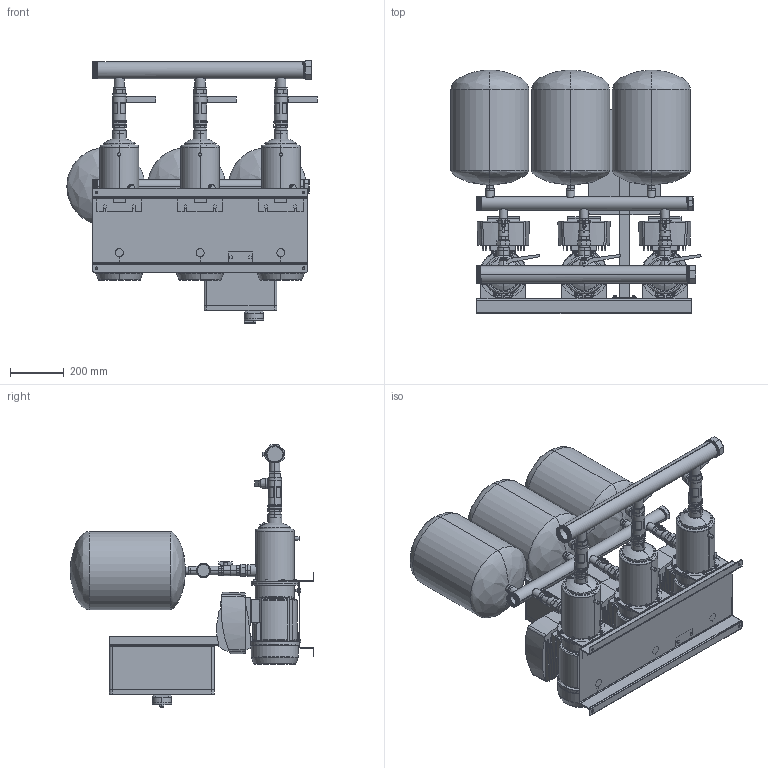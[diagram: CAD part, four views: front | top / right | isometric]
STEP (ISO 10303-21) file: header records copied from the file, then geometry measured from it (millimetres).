
FILE_DESCRIPTION (( 'STEP AP214' ), '1' );
FILE_NAME ('3EH_9-6_TE.STEP', '2022-03-02T09:59:05', ( '' ), ( '' ), 'SwSTEP 2.0', 'SolidWorks 2020', '' );
FILE_SCHEMA (( 'AUTOMOTIVE_DESIGN' ));
Length unit declared in the file: mil
Products named in the file (1): 3EH_9-6_TE
Bounding box: 930 x 905 x 974.25 mm (x, y, z)
Volume: 99209725.7 mm3; surface area: 6821451.4 mm2
Topology: 63 solids, 64 shells, 2285 faces, 5491 edges, 3543 vertices
Faces by surface type: plane 1197, cylinder 789, cone 172, torus 57, bspline 56, sphere 14
Entity records: 101354 total; most frequent: CARTESIAN_POINT 45924, ORIENTED_EDGE 10966, DIRECTION 10825, EDGE_CURVE 5483, AXIS2_PLACEMENT_3D 3835, VERTEX_POINT 3543, VECTOR 3155, LINE 3155
